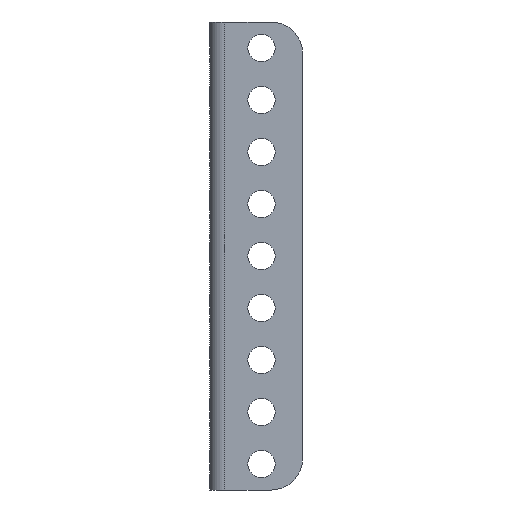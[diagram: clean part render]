
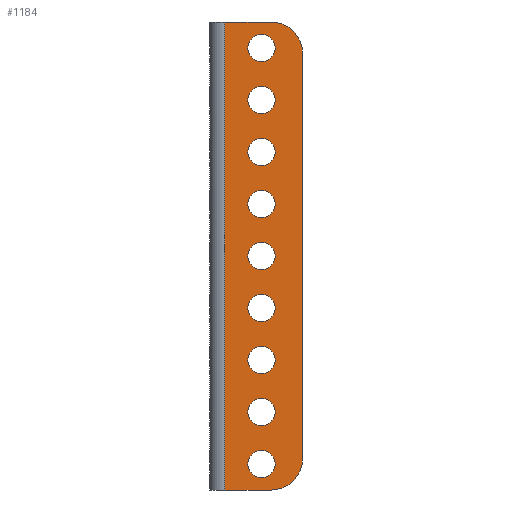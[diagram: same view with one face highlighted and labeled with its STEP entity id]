
A CAD part, left-side view. The second image highlights one B-rep face of the part: STEP entity #1184.
In plain terms, the highlighted planar face has unit normal (-1, 0, 0).
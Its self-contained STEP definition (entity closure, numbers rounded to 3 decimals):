
#104=FACE_BOUND('',#307,.T.);
#105=FACE_BOUND('',#308,.T.);
#106=FACE_BOUND('',#309,.T.);
#107=FACE_BOUND('',#310,.T.);
#108=FACE_BOUND('',#311,.T.);
#109=FACE_BOUND('',#312,.T.);
#110=FACE_BOUND('',#313,.T.);
#111=FACE_BOUND('',#314,.T.);
#112=FACE_BOUND('',#315,.T.);
#207=FACE_OUTER_BOUND('',#306,.T.);
#306=EDGE_LOOP('',(#964,#965,#966,#967,#968,#969));
#307=EDGE_LOOP('',(#970));
#308=EDGE_LOOP('',(#971));
#309=EDGE_LOOP('',(#972));
#310=EDGE_LOOP('',(#973));
#311=EDGE_LOOP('',(#974));
#312=EDGE_LOOP('',(#975));
#313=EDGE_LOOP('',(#976));
#314=EDGE_LOOP('',(#977));
#315=EDGE_LOOP('',(#978));
#510=CIRCLE('',#1296,4.8);
#511=CIRCLE('',#1297,4.8);
#512=CIRCLE('',#1298,2.1);
#513=CIRCLE('',#1299,2.1);
#514=CIRCLE('',#1300,2.1);
#515=CIRCLE('',#1301,2.1);
#516=CIRCLE('',#1302,2.1);
#517=CIRCLE('',#1303,2.1);
#518=CIRCLE('',#1304,2.1);
#519=CIRCLE('',#1305,2.1);
#520=CIRCLE('',#1306,2.1);
#575=LINE('',#1804,#607);
#581=LINE('',#1825,#613);
#590=LINE('',#1922,#622);
#591=LINE('',#1925,#623);
#607=VECTOR('',#1427,7.16);
#613=VECTOR('',#1443,7.16);
#622=VECTOR('',#1540,72.);
#623=VECTOR('',#1543,62.4);
#641=VERTEX_POINT('',#1801);
#642=VERTEX_POINT('',#1803);
#651=VERTEX_POINT('',#1822);
#652=VERTEX_POINT('',#1824);
#696=VERTEX_POINT('',#1920);
#697=VERTEX_POINT('',#1923);
#698=VERTEX_POINT('',#1926);
#699=VERTEX_POINT('',#1928);
#700=VERTEX_POINT('',#1930);
#701=VERTEX_POINT('',#1932);
#702=VERTEX_POINT('',#1934);
#703=VERTEX_POINT('',#1936);
#704=VERTEX_POINT('',#1938);
#705=VERTEX_POINT('',#1940);
#706=VERTEX_POINT('',#1942);
#763=EDGE_CURVE('',#642,#641,#575,.T.);
#773=EDGE_CURVE('',#651,#652,#581,.T.);
#822=EDGE_CURVE('',#696,#652,#510,.T.);
#823=EDGE_CURVE('',#651,#642,#590,.T.);
#824=EDGE_CURVE('',#641,#697,#511,.T.);
#825=EDGE_CURVE('',#697,#696,#591,.T.);
#826=EDGE_CURVE('',#698,#698,#512,.T.);
#827=EDGE_CURVE('',#699,#699,#513,.T.);
#828=EDGE_CURVE('',#700,#700,#514,.T.);
#829=EDGE_CURVE('',#701,#701,#515,.T.);
#830=EDGE_CURVE('',#702,#702,#516,.T.);
#831=EDGE_CURVE('',#703,#703,#517,.T.);
#832=EDGE_CURVE('',#704,#704,#518,.T.);
#833=EDGE_CURVE('',#705,#705,#519,.T.);
#834=EDGE_CURVE('',#706,#706,#520,.T.);
#964=ORIENTED_EDGE('',*,*,#822,.T.);
#965=ORIENTED_EDGE('',*,*,#773,.F.);
#966=ORIENTED_EDGE('',*,*,#823,.T.);
#967=ORIENTED_EDGE('',*,*,#763,.T.);
#968=ORIENTED_EDGE('',*,*,#824,.T.);
#969=ORIENTED_EDGE('',*,*,#825,.T.);
#970=ORIENTED_EDGE('',*,*,#826,.F.);
#971=ORIENTED_EDGE('',*,*,#827,.F.);
#972=ORIENTED_EDGE('',*,*,#828,.F.);
#973=ORIENTED_EDGE('',*,*,#829,.F.);
#974=ORIENTED_EDGE('',*,*,#830,.F.);
#975=ORIENTED_EDGE('',*,*,#831,.F.);
#976=ORIENTED_EDGE('',*,*,#832,.F.);
#977=ORIENTED_EDGE('',*,*,#833,.F.);
#978=ORIENTED_EDGE('',*,*,#834,.F.);
#1174=PLANE('',#1295);
#1184=ADVANCED_FACE('',(#207,#104,#105,#106,#107,#108,#109,#110,#111,#112),
#1174,.T.);
#1295=AXIS2_PLACEMENT_3D('',#1919,#1536,#1537);
#1296=AXIS2_PLACEMENT_3D('',#1921,#1538,#1539);
#1297=AXIS2_PLACEMENT_3D('',#1924,#1541,#1542);
#1298=AXIS2_PLACEMENT_3D('',#1927,#1544,#1545);
#1299=AXIS2_PLACEMENT_3D('',#1929,#1546,#1547);
#1300=AXIS2_PLACEMENT_3D('',#1931,#1548,#1549);
#1301=AXIS2_PLACEMENT_3D('',#1933,#1550,#1551);
#1302=AXIS2_PLACEMENT_3D('',#1935,#1552,#1553);
#1303=AXIS2_PLACEMENT_3D('',#1937,#1554,#1555);
#1304=AXIS2_PLACEMENT_3D('',#1939,#1556,#1557);
#1305=AXIS2_PLACEMENT_3D('',#1941,#1558,#1559);
#1306=AXIS2_PLACEMENT_3D('',#1943,#1560,#1561);
#1427=DIRECTION('',(0.,-1.,0.));
#1443=DIRECTION('',(0.,-1.,0.));
#1536=DIRECTION('center_axis',(-1.,0.,0.));
#1537=DIRECTION('ref_axis',(0.,0.,1.));
#1538=DIRECTION('center_axis',(-1.,0.,0.));
#1539=DIRECTION('ref_axis',(0.,-1.,0.));
#1540=DIRECTION('',(0.,0.,-1.));
#1541=DIRECTION('center_axis',(-1.,0.,0.));
#1542=DIRECTION('ref_axis',(0.,0.,-1.));
#1543=DIRECTION('',(0.,0.,1.));
#1544=DIRECTION('center_axis',(-1.,0.,0.));
#1545=DIRECTION('ref_axis',(0.,-1.,0.));
#1546=DIRECTION('center_axis',(-1.,0.,0.));
#1547=DIRECTION('ref_axis',(0.,-1.,0.));
#1548=DIRECTION('center_axis',(-1.,0.,0.));
#1549=DIRECTION('ref_axis',(0.,-1.,0.));
#1550=DIRECTION('center_axis',(-1.,0.,0.));
#1551=DIRECTION('ref_axis',(0.,-1.,0.));
#1552=DIRECTION('center_axis',(-1.,0.,0.));
#1553=DIRECTION('ref_axis',(0.,-1.,0.));
#1554=DIRECTION('center_axis',(-1.,0.,0.));
#1555=DIRECTION('ref_axis',(0.,-1.,0.));
#1556=DIRECTION('center_axis',(-1.,0.,0.));
#1557=DIRECTION('ref_axis',(0.,-1.,0.));
#1558=DIRECTION('center_axis',(-1.,0.,0.));
#1559=DIRECTION('ref_axis',(0.,-1.,0.));
#1560=DIRECTION('center_axis',(-1.,0.,0.));
#1561=DIRECTION('ref_axis',(0.,-1.,0.));
#1801=CARTESIAN_POINT('',(-16.,-9.5,-36.));
#1803=CARTESIAN_POINT('',(-16.,-2.34,-36.));
#1804=CARTESIAN_POINT('',(-16.,-2.34,-36.));
#1822=CARTESIAN_POINT('',(-16.,-2.34,36.));
#1824=CARTESIAN_POINT('',(-16.,-9.5,36.));
#1825=CARTESIAN_POINT('',(-16.,-2.34,36.));
#1919=CARTESIAN_POINT('Origin',(-16.,0.,-36.));
#1920=CARTESIAN_POINT('',(-16.,-14.3,31.2));
#1921=CARTESIAN_POINT('Origin',(-16.,-9.5,31.2));
#1922=CARTESIAN_POINT('',(-16.,-2.34,36.));
#1923=CARTESIAN_POINT('',(-16.,-14.3,-31.2));
#1924=CARTESIAN_POINT('Origin',(-16.,-9.5,-31.2));
#1925=CARTESIAN_POINT('',(-16.,-14.3,-31.2));
#1926=CARTESIAN_POINT('',(-16.,-5.9,32.));
#1927=CARTESIAN_POINT('Origin',(-16.,-8.,32.));
#1928=CARTESIAN_POINT('',(-16.,-5.9,24.));
#1929=CARTESIAN_POINT('Origin',(-16.,-8.,24.));
#1930=CARTESIAN_POINT('',(-16.,-5.9,16.));
#1931=CARTESIAN_POINT('Origin',(-16.,-8.,16.));
#1932=CARTESIAN_POINT('',(-16.,-5.9,8.));
#1933=CARTESIAN_POINT('Origin',(-16.,-8.,8.));
#1934=CARTESIAN_POINT('',(-16.,-5.9,0.));
#1935=CARTESIAN_POINT('Origin',(-16.,-8.,0.));
#1936=CARTESIAN_POINT('',(-16.,-5.9,-8.));
#1937=CARTESIAN_POINT('Origin',(-16.,-8.,-8.));
#1938=CARTESIAN_POINT('',(-16.,-5.9,-16.));
#1939=CARTESIAN_POINT('Origin',(-16.,-8.,-16.));
#1940=CARTESIAN_POINT('',(-16.,-5.9,-24.));
#1941=CARTESIAN_POINT('Origin',(-16.,-8.,-24.));
#1942=CARTESIAN_POINT('',(-16.,-5.9,-32.));
#1943=CARTESIAN_POINT('Origin',(-16.,-8.,-32.));
